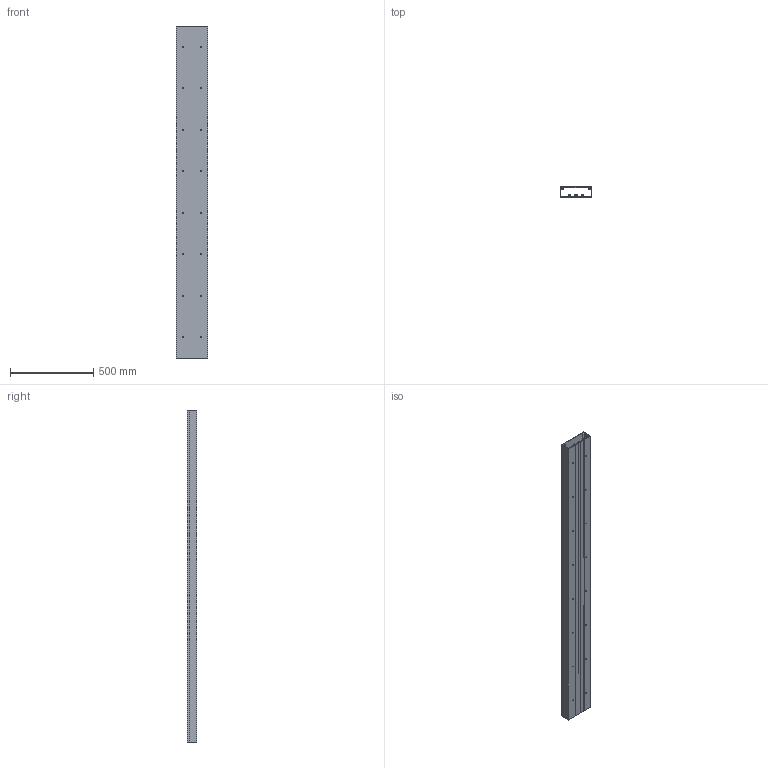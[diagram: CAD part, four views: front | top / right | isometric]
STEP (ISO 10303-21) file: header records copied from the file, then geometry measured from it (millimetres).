
FILE_DESCRIPTION((''),'2;1');
FILE_NAME('FB601900KUN_ASM','2022-09-27T14:50:17',('a.jestaedt'),(''),'CREO PARAMETRIC BY PTC INC, 2022162','CREO PARAMETRIC BY PTC INC, 2022162','');
FILE_SCHEMA(('AUTOMOTIVE_DESIGN { 1 0 10303 214 1 1 1 1 }'));
Length unit declared in the file: millimetre
Products named in the file (3): FB601900KUN; FB601900KUN_D; FB601900KUN_ASM
Assembly tree (2 placements, depth 2):
  FB601900KUN_ASM
    FB601900KUN
    FB601900KUN_D
Bounding box: 190 x 60 x 2000 mm (x, y, z)
Volume: 3314216.6 mm3; surface area: 2384266.6 mm2
Topology: 2 solids, 2 shells, 100 faces, 288 edges, 192 vertices
Faces by surface type: plane 68, cylinder 32
Entity records: 3680 total; most frequent: CARTESIAN_POINT 592, ORIENTED_EDGE 576, DIRECTION 562, EDGE_CURVE 288, VECTOR 224, LINE 224, VERTEX_POINT 192, AXIS2_PLACEMENT_3D 169
